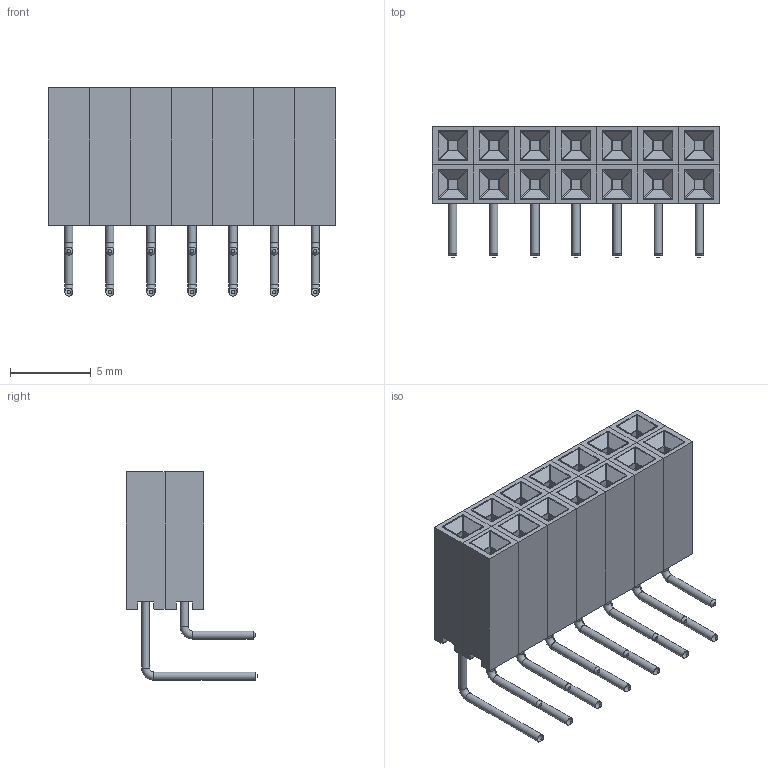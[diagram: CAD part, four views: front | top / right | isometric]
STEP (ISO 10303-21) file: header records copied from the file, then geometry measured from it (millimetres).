
FILE_DESCRIPTION(/* description */ (''),/* implementation_level */ '2;1');
FILE_NAME(/* name */ 'Header THT female 2x7 RA.step',/* time_stamp */ '2019-04-30T16:18:25+02:00',/* author */ (''),/* organization */ (''),/* preprocessor_version */ 'ST-DEVELOPER v18',/* originating_system */ 'Autodesk Translation Framework v8.2.0.1029',/* authorisation */ '');
FILE_SCHEMA (('AUTOMOTIVE_DESIGN { 1 0 10303 214 3 1 1 }'));
Length unit declared in the file: millimetre
Products named in the file (1): (Nicht gespeichert)
Bounding box: 17.78 x 8.14 x 12.89 mm (x, y, z)
Volume: 688.9 mm3; surface area: 1771 mm2
Topology: 14 solids, 14 shells, 784 faces, 1834 edges, 1106 vertices
Faces by surface type: plane 336, cylinder 252, bspline 168, cone 14, torus 14
Full cylindrical faces by diameter (mm): 0.5 x28
Entity records: 25546 total; most frequent: CARTESIAN_POINT 7491, DIRECTION 3796, ORIENTED_EDGE 3668, EDGE_CURVE 1834, AXIS2_PLACEMENT_3D 1401, VERTEX_POINT 1106, LINE 994, VECTOR 994
